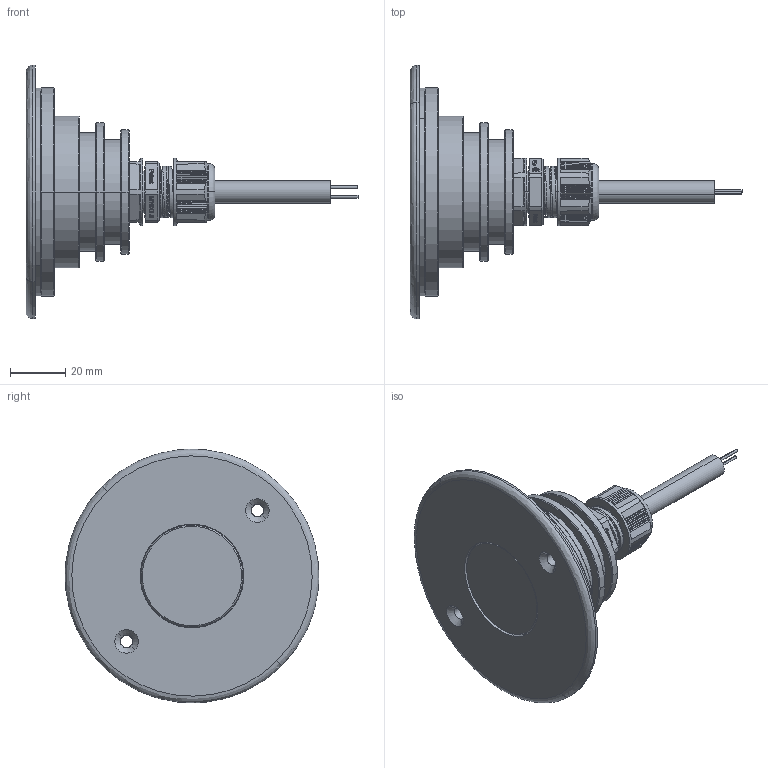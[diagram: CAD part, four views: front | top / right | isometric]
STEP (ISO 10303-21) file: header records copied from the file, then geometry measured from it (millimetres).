
FILE_DESCRIPTION (( 'STEP AP203' ), '1' );
FILE_NAME ('GROUND STANDARD SLIM2.STEP', '2023-03-16T13:41:18', ( '' ), ( '' ), 'SwSTEP 2.0', 'SolidWorks 2017', '' );
FILE_SCHEMA (( 'CONFIG_CONTROL_DESIGN' ));
Length unit declared in the file: millimetre
Products named in the file (13): DK140202DD07_2; DK140202DD02_3; GROUND STANDARD SLIM2; DK140202DD05_1; DK140202DD08_2; PRZEWOD 2_3; DK140202DD03_1; M1610B_3; screwM2.5x4_3; DK140202DD06_3; elplroundhl_2; DK140202DD04_3; screwM4x6_2
Assembly tree (16 placements, depth 3):
  GROUND STANDARD SLIM2
    DK140202DD03_1
    DK140202DD02_3
    DK140202DD05_1
    DK140202DD06_3
    DK140202DD08_2
      elplroundhl_2
    DK140202DD07_2
    screwM2.5x4_3  x2
    DK140202DD04_3
    screwM4x6_2  x4
    M1610B_3
    PRZEWOD 2_3
Bounding box: 120.21 x 91.65 x 91.65 mm (x, y, z)
Volume: 92143.3 mm3; surface area: 52220.8 mm2
Topology: 14 solids, 15 shells, 863 faces, 2239 edges, 1465 vertices
Faces by surface type: plane 442, bspline 179, cylinder 142, cone 92, torus 8
Entity records: 34008 total; most frequent: CARTESIAN_POINT 14789, ORIENTED_EDGE 4030, DIRECTION 3041, EDGE_CURVE 2021, VERTEX_POINT 1336, AXIS2_PLACEMENT_3D 1020, LINE 1001, VECTOR 1001
